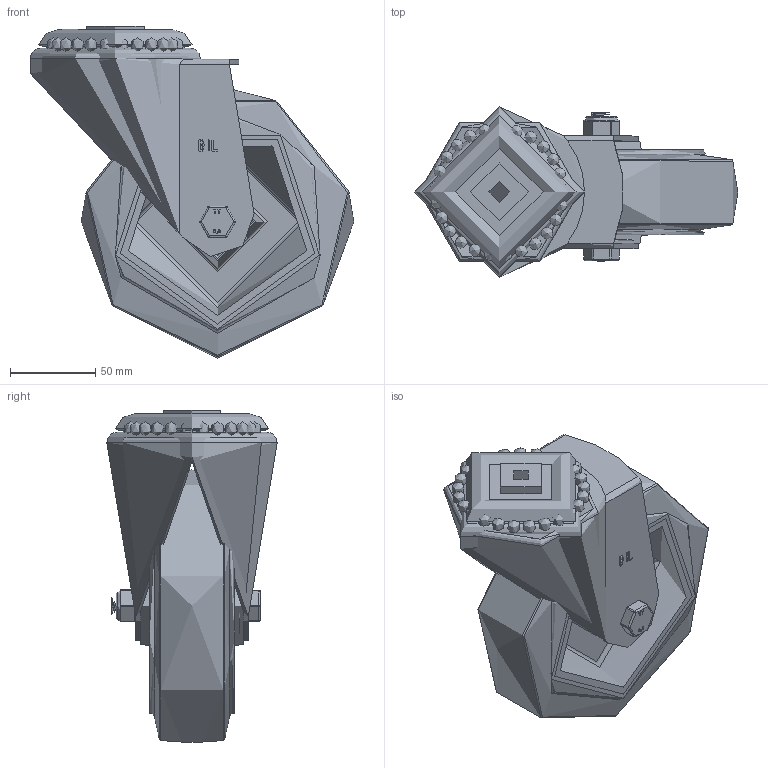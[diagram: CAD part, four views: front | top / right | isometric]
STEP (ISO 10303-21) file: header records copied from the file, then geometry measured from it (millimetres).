
FILE_DESCRIPTION(/* description */ (''),/* implementation_level */ '2;1');
FILE_NAME(/* name */ 'BZMM160SRNBBH12.step',/* time_stamp */ '2024-10-18T16:28:21+01:00',/* author */ (''),/* organization */ (''),/* preprocessor_version */ 'ST-DEVELOPER v20',/* originating_system */ 'Autodesk Translation Framework v13.20.0.188',/* authorisation */ '');
FILE_SCHEMA (('AUTOMOTIVE_DESIGN { 1 0 10303 214 3 1 1 }'));
Length unit declared in the file: millimetre
Products named in the file (24): BZMM160SRNBBH12; BZMM150ASBH12 v1; ZINC PLATED, PRESSED STEEL FORKS; ZINC PLATED, PRESSED STEEL HEAD; ZINC PLATED, PRESSED STEEL HEAD Geometry; BALL BEARINGS; BALL BEARINGS2; Component2; Component1; BZH160WSRNRB v1; 65 SHORE A ELASTIC RUBBER TYRE; NYLON RIM; ROLLER BEARING; CAGE; Pattern; RIBS; TUBEM20X60 v1; ZINC PLATED STEEL TUBE; HEXBOLTM12X80Z8.8 v2; GRADE 8.8 ZINC PLATED BOLT; NYLOCM12Z v1; NYLOC NUT; NUT; RUBBER
Assembly tree (73 placements, depth 6):
  BZMM160SRNBBH12
    BZMM150ASBH12 v1
      ZINC PLATED, PRESSED STEEL FORKS
      ZINC PLATED, PRESSED STEEL HEAD
        ZINC PLATED, PRESSED STEEL HEAD Geometry
        BALL BEARINGS
          Component1  x25
          BALL BEARINGS2
            Component2  x20
    BZH160WSRNRB v1
      65 SHORE A ELASTIC RUBBER TYRE
      NYLON RIM
      ROLLER BEARING
        CAGE
        Pattern
          RIBS  x8
    TUBEM20X60 v1
      ZINC PLATED STEEL TUBE
    HEXBOLTM12X80Z8.8 v2
      GRADE 8.8 ZINC PLATED BOLT
    NYLOCM12Z v1
      NYLOC NUT
        NUT
        RUBBER
Bounding box: 190 x 100 x 194.9 mm (x, y, z)
Volume: 801131.2 mm3; surface area: 240740.2 mm2
Topology: 62 solids, 62 shells, 457 faces, 1131 edges, 720 vertices
Faces by surface type: plane 178, cylinder 130, sphere 63, bspline 51, torus 22, cone 13
Full cylindrical faces by diameter (mm): 5 x8, 9.836 x18, 11.834 x18, 12 x3, 12.2 x1, 12.5 x3, 14 x2, 18 x1, 18.5 x1, 19.9 x1, 20 x1, 24 x1, 30 x2, 34 x1, 39 x2, 40 x1, 58 x1, 63 x1, 94 x1, 100 x1, 120 x2
Entity records: 18939 total; most frequent: CARTESIAN_POINT 8837, DIRECTION 1956, ORIENTED_EDGE 1954, EDGE_CURVE 977, AXIS2_PLACEMENT_3D 737, VERTEX_POINT 620, LINE 482, VECTOR 482
